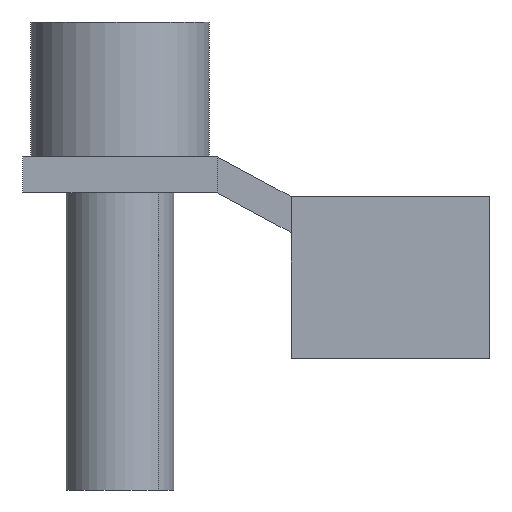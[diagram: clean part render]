
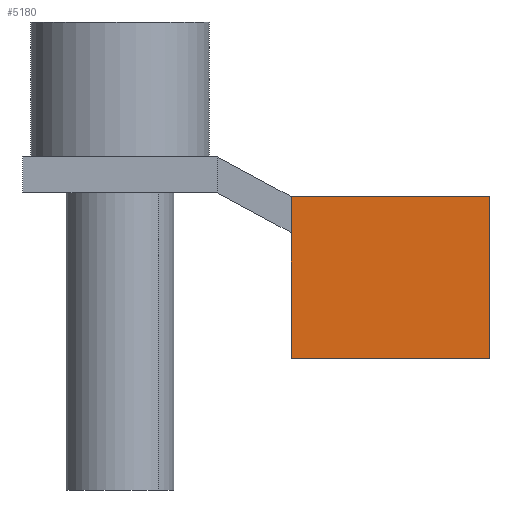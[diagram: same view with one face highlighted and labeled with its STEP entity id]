
A CAD part, front view. The second image highlights one B-rep face of the part: STEP entity #5180.
In plain terms, the highlighted face is planar.
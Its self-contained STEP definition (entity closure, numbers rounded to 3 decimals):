
#4790=CARTESIAN_POINT('',(-0.3,0.,-0.05));
#4800=DIRECTION('',(0.,0.,1.));
#4810=DIRECTION('',(1.,0.,0.));
#4820=AXIS2_PLACEMENT_3D('',#4790,#4800,#4810);
#4830=PLANE('',#4820);
#4840=CARTESIAN_POINT('',(-45.795,0.,-0.05));
#4850=DIRECTION('',(0.,1.,0.));
#4860=VECTOR('',#4850,1.);
#4870=LINE('',#4840,#4860);
#4880=CARTESIAN_POINT('',(-45.795,-11.2,-0.05));
#4890=VERTEX_POINT('',#4880);
#4900=CARTESIAN_POINT('',(-45.795,-2.2,-0.05));
#4910=VERTEX_POINT('',#4900);
#4920=EDGE_CURVE('',#4890,#4910,#4870,.T.);
#4930=ORIENTED_EDGE('',*,*,#4920,.T.);
#4940=CARTESIAN_POINT('',(-0.3,-11.2,-0.05))
;
#4950=DIRECTION('',(-1.,0.,0.));
#4960=VECTOR('',#4950,1.);
#4970=LINE('',#4940,#4960);
#4980=CARTESIAN_POINT('',(-56.795,-11.2,-0.05));
#4990=VERTEX_POINT('',#4980);
#5000=EDGE_CURVE('',#4890,#4990,#4970,.T.);
#5010=ORIENTED_EDGE('',*,*,#5000,.F.);
#5020=CARTESIAN_POINT('',(-56.795,0.,-0.05));
#5030=DIRECTION('',(0.,-1.,0.));
#5040=VECTOR('',#5030,1.);
#5050=LINE('',#5020,#5040);
#5060=CARTESIAN_POINT('',(-56.795,-2.2,-0.05));
#5070=VERTEX_POINT('',#5060);
#5080=EDGE_CURVE('',#5070,#4990,#5050,.T.);
#5090=ORIENTED_EDGE('',*,*,#5080,.T.);
#5100=CARTESIAN_POINT('',(-0.3,-2.2,-0.05));
#5110=DIRECTION('',(1.,0.,0.));
#5120=VECTOR('',#5110,1.);
#5130=LINE('',#5100,#5120);
#5140=EDGE_CURVE('',#5070,#4910,#5130,.T.);
#5150=ORIENTED_EDGE('',*,*,#5140,.F.);
#5160=EDGE_LOOP('',(#5150,#5090,#5010,#4930));
#5170=FACE_OUTER_BOUND('',#5160,.T.);
#5180=ADVANCED_FACE('',(#5170),#4830,.T.);
